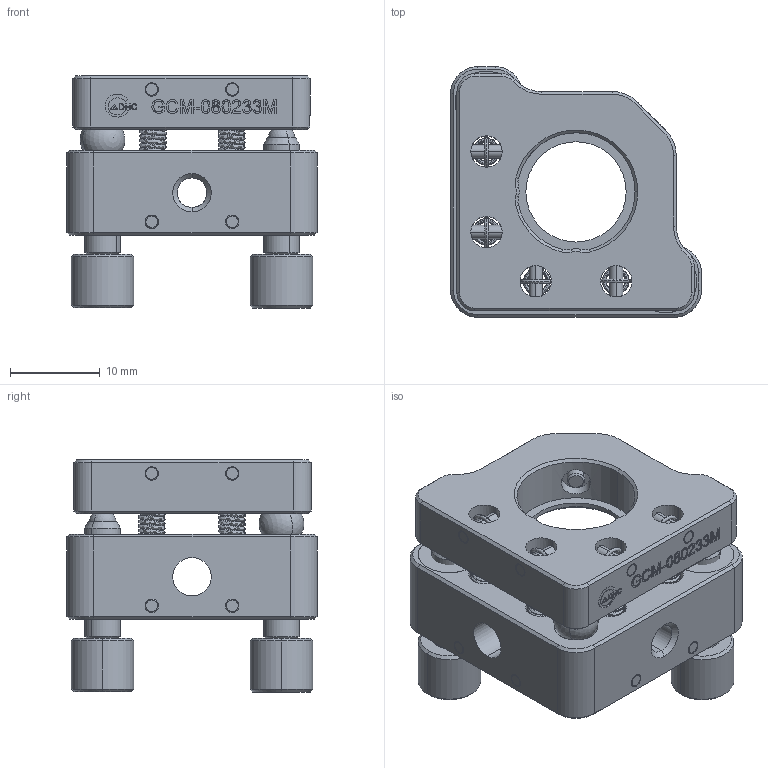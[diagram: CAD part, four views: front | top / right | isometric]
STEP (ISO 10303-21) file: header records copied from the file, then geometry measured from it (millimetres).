
FILE_DESCRIPTION (( 'STEP AP203' ), '1' );
FILE_NAME ('gcm-080233m.STEP', '2021-10-28T05:29:10', ( 'Microsoft' ), ( 'Microsoft' ), 'SwSTEP 2.0', 'SolidWorks 2015', '' );
FILE_SCHEMA (( 'CONFIG_CONTROL_DESIGN' ));
Length unit declared in the file: millimetre
Products named in the file (1): gcm-080233m
Bounding box: 28 x 28 x 25.92 mm (x, y, z)
Surface area: 6536.7 mm2 (no closed solid volume)
Topology: 0 solids, 38 shells, 502 faces, 1445 edges, 945 vertices
Faces by surface type: plane 160, cylinder 141, bspline 99, cone 96, sphere 6
Entity records: 39205 total; most frequent: CARTESIAN_POINT 26529, ORIENTED_EDGE 2528, DIRECTION 2480, EDGE_CURVE 1436, VERTEX_POINT 942, AXIS2_PLACEMENT_3D 890, LINE 700, VECTOR 700
